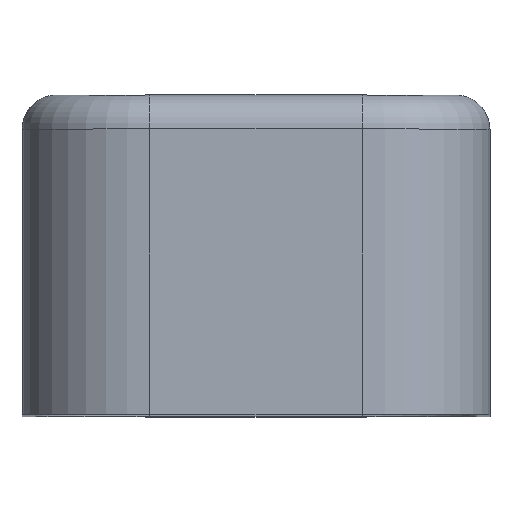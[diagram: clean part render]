
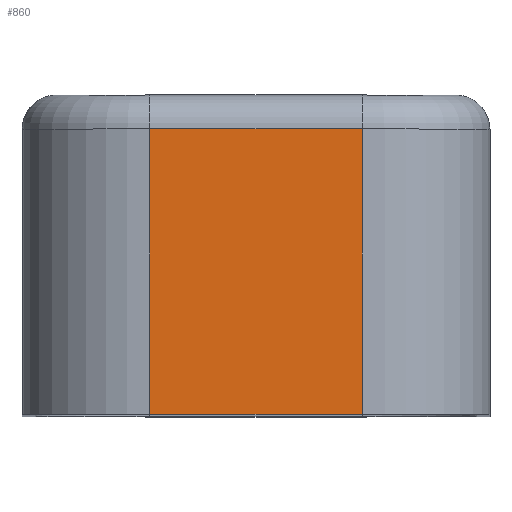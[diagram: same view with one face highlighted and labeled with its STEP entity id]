
A CAD part, top view. The second image highlights one B-rep face of the part: STEP entity #860.
In plain terms, the highlighted planar face has unit normal (0, 0, 1).
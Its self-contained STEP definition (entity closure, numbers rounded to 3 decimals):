
#2 = ORIENTED_EDGE ( 'NONE', *, *, #1163, .F. ) ;
#35 = VERTEX_POINT ( 'NONE', #70 ) ;
#45 = CARTESIAN_POINT ( 'NONE',  ( -2.5, -0.8, 20. ) ) ;
#47 = LINE ( 'NONE', #1149, #1024 ) ;
#70 = CARTESIAN_POINT ( 'NONE',  ( -2.5, -7.5, 20. ) ) ;
#110 = LINE ( 'NONE', #861, #1146 ) ;
#136 = VECTOR ( 'NONE', #622, 1000. ) ;
#151 = FACE_OUTER_BOUND ( 'NONE', #574, .T. ) ;
#233 = EDGE_CURVE ( 'NONE', #1052, #664, #504, .T. ) ;
#238 = CARTESIAN_POINT ( 'NONE',  ( -2.5, 0., 20. ) ) ;
#243 = DIRECTION ( 'NONE',  ( 1., 0., 0. ) ) ;
#282 = CARTESIAN_POINT ( 'NONE',  ( -2.5, 0., 20. ) ) ;
#317 = DIRECTION ( 'NONE',  ( 1., 0., 0. ) ) ;
#465 = AXIS2_PLACEMENT_3D ( 'NONE', #238, #1125, #882 ) ;
#502 = VECTOR ( 'NONE', #317, 1000. ) ;
#504 = LINE ( 'NONE', #45, #502 ) ;
#574 = EDGE_LOOP ( 'NONE', ( #1011, #2, #669, #1026 ) ) ;
#622 = DIRECTION ( 'NONE',  ( 0., -1., 0. ) ) ;
#664 = VERTEX_POINT ( 'NONE', #1084 ) ;
#669 = ORIENTED_EDGE ( 'NONE', *, *, #233, .F. ) ;
#672 = PLANE ( 'NONE',  #465 ) ;
#796 = VERTEX_POINT ( 'NONE', #1094 ) ;
#860 = ADVANCED_FACE ( 'NONE', ( #151 ), #672, .T. ) ;
#861 = CARTESIAN_POINT ( 'NONE',  ( 2.5, 0., 20. ) ) ;
#882 = DIRECTION ( 'NONE',  ( 0., -1., 0. ) ) ;
#884 = EDGE_CURVE ( 'NONE', #35, #796, #47, .T. ) ;
#1011 = ORIENTED_EDGE ( 'NONE', *, *, #884, .T. ) ;
#1024 = VECTOR ( 'NONE', #243, 1000. ) ;
#1026 = ORIENTED_EDGE ( 'NONE', *, *, #1054, .T. ) ;
#1052 = VERTEX_POINT ( 'NONE', #1083 ) ;
#1054 = EDGE_CURVE ( 'NONE', #1052, #35, #1065, .T. ) ;
#1065 = LINE ( 'NONE', #282, #136 ) ;
#1083 = CARTESIAN_POINT ( 'NONE',  ( -2.5, -0.8, 20. ) ) ;
#1084 = CARTESIAN_POINT ( 'NONE',  ( 2.5, -0.8, 20. ) ) ;
#1094 = CARTESIAN_POINT ( 'NONE',  ( 2.5, -7.5, 20. ) ) ;
#1123 = DIRECTION ( 'NONE',  ( 0., -1., 0. ) ) ;
#1125 = DIRECTION ( 'NONE',  ( 0., 0., 1. ) ) ;
#1146 = VECTOR ( 'NONE', #1123, 1000. ) ;
#1149 = CARTESIAN_POINT ( 'NONE',  ( -2.5, -7.5, 20. ) ) ;
#1163 = EDGE_CURVE ( 'NONE', #664, #796, #110, .T. ) ;
